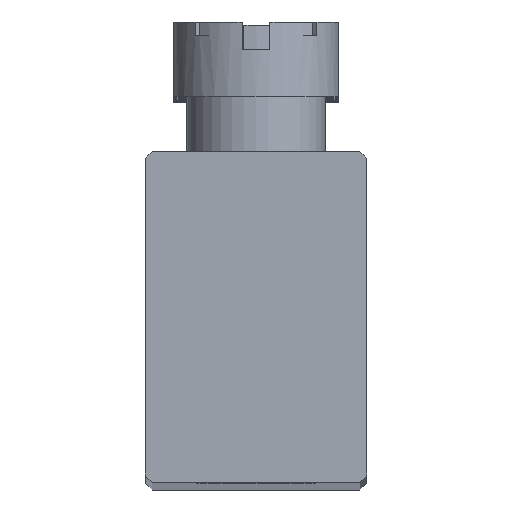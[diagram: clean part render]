
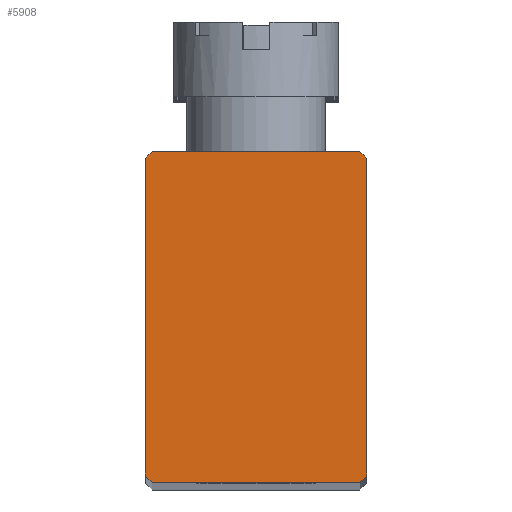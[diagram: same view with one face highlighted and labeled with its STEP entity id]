
A CAD part, top view. The second image highlights one B-rep face of the part: STEP entity #5908.
In plain terms, the highlighted planar face has unit normal (0, 0, 1).
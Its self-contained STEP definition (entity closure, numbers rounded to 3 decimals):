
#149 = LINE ( 'NONE', #4305, #7316 ) ;
#384 = VERTEX_POINT ( 'NONE', #586 ) ;
#411 = LINE ( 'NONE', #3367, #4132 ) ;
#562 = VERTEX_POINT ( 'NONE', #3349 ) ;
#586 = CARTESIAN_POINT ( 'NONE',  ( 4., 5.75, 73.5 ) ) ;
#698 = ORIENTED_EDGE ( 'NONE', *, *, #4999, .T. ) ;
#894 = VECTOR ( 'NONE', #2916, 1000. ) ;
#1412 = CARTESIAN_POINT ( 'NONE',  ( 4., 6., 73.5 ) ) ;
#1615 = LINE ( 'NONE', #8138, #8558 ) ;
#1818 = CARTESIAN_POINT ( 'NONE',  ( 3.75, -6., 73.5 ) ) ;
#1825 = DIRECTION ( 'NONE',  ( 1., 0., 0. ) ) ;
#2017 = CARTESIAN_POINT ( 'NONE',  ( -0.125, -9.875, 73.5 ) ) ;
#2045 = DIRECTION ( 'NONE',  ( 0.707, 0.707, 0. ) ) ;
#2333 = VERTEX_POINT ( 'NONE', #1818 ) ;
#2402 = VERTEX_POINT ( 'NONE', #6845 ) ;
#2556 = ORIENTED_EDGE ( 'NONE', *, *, #5989, .T. ) ;
#2656 = DIRECTION ( 'NONE',  ( 0., 0., 1. ) ) ;
#2748 = LINE ( 'NONE', #4194, #4662 ) ;
#2880 = LINE ( 'NONE', #2017, #8074 ) ;
#2916 = DIRECTION ( 'NONE',  ( 0., 1., 0. ) ) ;
#3311 = VERTEX_POINT ( 'NONE', #7078 ) ;
#3337 = EDGE_LOOP ( 'NONE', ( #6943, #7025, #7221, #7424, #8199, #8953, #698, #2556 ) ) ;
#3349 = CARTESIAN_POINT ( 'NONE',  ( 3.75, 6., 73.5 ) ) ;
#3367 = CARTESIAN_POINT ( 'NONE',  ( -4., -6., 73.5 ) ) ;
#3508 = VERTEX_POINT ( 'NONE', #5181 ) ;
#3686 = LINE ( 'NONE', #7679, #9037 ) ;
#4132 = VECTOR ( 'NONE', #1825, 1000. ) ;
#4194 = CARTESIAN_POINT ( 'NONE',  ( -3.875, -5.875, 73.5 ) ) ;
#4305 = CARTESIAN_POINT ( 'NONE',  ( 5.875, 3.875, 73.5 ) ) ;
#4662 = VECTOR ( 'NONE', #8178, 1000. ) ;
#4686 = VECTOR ( 'NONE', #6009, 1000. ) ;
#4999 = EDGE_CURVE ( 'NONE', #562, #8102, #1615, .T. ) ;
#5181 = CARTESIAN_POINT ( 'NONE',  ( 4., -5.75, 73.5 ) ) ;
#5475 = EDGE_CURVE ( 'NONE', #2402, #8764, #6738, .T. ) ;
#5741 = EDGE_CURVE ( 'NONE', #3508, #384, #6417, .T. ) ;
#5885 = EDGE_CURVE ( 'NONE', #3311, #2333, #411, .T. ) ;
#5908 = ADVANCED_FACE ( 'NONE', ( #7501 ), #6881, .T. ) ;
#5942 = EDGE_CURVE ( 'NONE', #8764, #3311, #2748, .T. ) ;
#5955 = EDGE_CURVE ( 'NONE', #2333, #3508, #2880, .T. ) ;
#5971 = EDGE_CURVE ( 'NONE', #384, #562, #149, .T. ) ;
#5972 = CARTESIAN_POINT ( 'NONE',  ( -4., 6., 73.5 ) ) ;
#5989 = EDGE_CURVE ( 'NONE', #8102, #2402, #3686, .T. ) ;
#6009 = DIRECTION ( 'NONE',  ( 0., -1., 0. ) ) ;
#6370 = AXIS2_PLACEMENT_3D ( 'NONE', #8794, #2656, #7498 ) ;
#6381 = DIRECTION ( 'NONE',  ( -0.707, 0.707, 0. ) ) ;
#6417 = LINE ( 'NONE', #1412, #894 ) ;
#6738 = LINE ( 'NONE', #5972, #4686 ) ;
#6845 = CARTESIAN_POINT ( 'NONE',  ( -4., 5.75, 73.5 ) ) ;
#6881 = PLANE ( 'NONE',  #6370 ) ;
#6926 = DIRECTION ( 'NONE',  ( -1., 0., 0. ) ) ;
#6943 = ORIENTED_EDGE ( 'NONE', *, *, #5475, .T. ) ;
#7025 = ORIENTED_EDGE ( 'NONE', *, *, #5942, .T. ) ;
#7052 = DIRECTION ( 'NONE',  ( -0.707, -0.707, 0. ) ) ;
#7078 = CARTESIAN_POINT ( 'NONE',  ( -3.75, -6., 73.5 ) ) ;
#7221 = ORIENTED_EDGE ( 'NONE', *, *, #5885, .T. ) ;
#7316 = VECTOR ( 'NONE', #6381, 1000. ) ;
#7424 = ORIENTED_EDGE ( 'NONE', *, *, #5955, .T. ) ;
#7452 = CARTESIAN_POINT ( 'NONE',  ( -4., -5.75, 73.5 ) ) ;
#7498 = DIRECTION ( 'NONE',  ( 1., 0., 0. ) ) ;
#7501 = FACE_OUTER_BOUND ( 'NONE', #3337, .T. ) ;
#7679 = CARTESIAN_POINT ( 'NONE',  ( -9.875, -0.125, 73.5 ) ) ;
#8074 = VECTOR ( 'NONE', #2045, 1000. ) ;
#8102 = VERTEX_POINT ( 'NONE', #8395 ) ;
#8138 = CARTESIAN_POINT ( 'NONE',  ( -4., 6., 73.5 ) ) ;
#8178 = DIRECTION ( 'NONE',  ( 0.707, -0.707, 0. ) ) ;
#8199 = ORIENTED_EDGE ( 'NONE', *, *, #5741, .T. ) ;
#8395 = CARTESIAN_POINT ( 'NONE',  ( -3.75, 6., 73.5 ) ) ;
#8558 = VECTOR ( 'NONE', #6926, 1000. ) ;
#8764 = VERTEX_POINT ( 'NONE', #7452 ) ;
#8794 = CARTESIAN_POINT ( 'NONE',  ( -4., -6., 73.5 ) ) ;
#8953 = ORIENTED_EDGE ( 'NONE', *, *, #5971, .T. ) ;
#9037 = VECTOR ( 'NONE', #7052, 1000. ) ;
